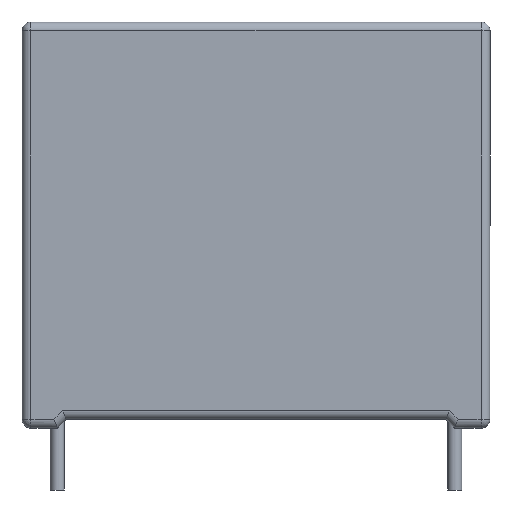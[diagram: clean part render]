
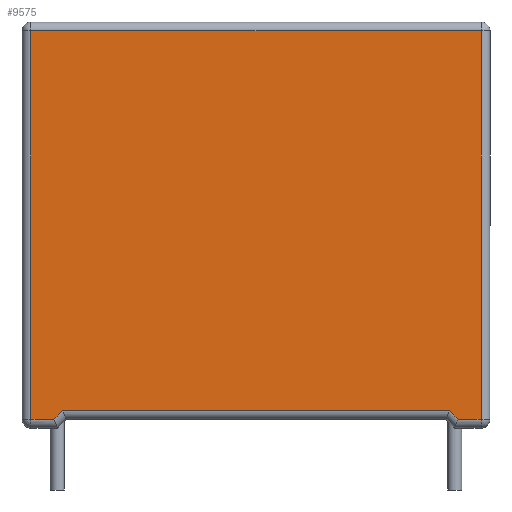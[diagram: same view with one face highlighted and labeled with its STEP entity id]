
A CAD part, front view. The second image highlights one B-rep face of the part: STEP entity #9575.
In plain terms, the highlighted planar face has unit normal (0, -1, 0).
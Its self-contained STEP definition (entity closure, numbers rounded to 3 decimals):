
#246 = VERTEX_POINT ( 'NONE', #1640 ) ;
#475 = ORIENTED_EDGE ( 'NONE', *, *, #3179, .T. ) ;
#820 = LINE ( 'NONE', #7034, #6267 ) ;
#1245 = EDGE_CURVE ( 'NONE', #5372, #7151, #10971, .T. ) ;
#1398 = VERTEX_POINT ( 'NONE', #10430 ) ;
#1559 = VECTOR ( 'NONE', #7830, 1000. ) ;
#1632 = DIRECTION ( 'NONE',  ( 0., 0., 1. ) ) ;
#1640 = CARTESIAN_POINT ( 'NONE',  ( -12.75, 0., 11. ) ) ;
#1791 = LINE ( 'NONE', #7820, #3056 ) ;
#1882 = EDGE_CURVE ( 'NONE', #6901, #5372, #4629, .T. ) ;
#1909 = LINE ( 'NONE', #2880, #12492 ) ;
#1955 = CARTESIAN_POINT ( 'NONE',  ( -0.343, 0., 0.336 ) ) ;
#2501 = CARTESIAN_POINT ( 'NONE',  ( -11.45, 0., -11. ) ) ;
#2562 = VERTEX_POINT ( 'NONE', #10466 ) ;
#2632 = EDGE_CURVE ( 'NONE', #2562, #5982, #5954, .T. ) ;
#2738 = VECTOR ( 'NONE', #5830, 1000. ) ;
#2749 = VERTEX_POINT ( 'NONE', #8253 ) ;
#2880 = CARTESIAN_POINT ( 'NONE',  ( 0., 0., 11. ) ) ;
#3056 = VECTOR ( 'NONE', #12624, 1000. ) ;
#3179 = EDGE_CURVE ( 'NONE', #1398, #2562, #8883, .T. ) ;
#3207 = EDGE_CURVE ( 'NONE', #246, #6901, #1791, .T. ) ;
#3631 = CARTESIAN_POINT ( 'NONE',  ( 0., 0., -11. ) ) ;
#3669 = VECTOR ( 'NONE', #10839, 1000. ) ;
#4437 = FACE_OUTER_BOUND ( 'NONE', #9535, .T. ) ;
#4594 = CARTESIAN_POINT ( 'NONE',  ( 0., 0., -11. ) ) ;
#4629 = LINE ( 'NONE', #3631, #12696 ) ;
#5372 = VERTEX_POINT ( 'NONE', #2501 ) ;
#5450 = ORIENTED_EDGE ( 'NONE', *, *, #3207, .T. ) ;
#5536 = ORIENTED_EDGE ( 'NONE', *, *, #5936, .T. ) ;
#5556 = PLANE ( 'NONE',  #10833 ) ;
#5594 = CARTESIAN_POINT ( 'NONE',  ( -12.75, 0., -11. ) ) ;
#5830 = DIRECTION ( 'NONE',  ( 0.7, 0., 0.714 ) ) ;
#5834 = ORIENTED_EDGE ( 'NONE', *, *, #1245, .T. ) ;
#5903 = DIRECTION ( 'NONE',  ( -1., 0., 0. ) ) ;
#5936 = EDGE_CURVE ( 'NONE', #2749, #1398, #7974, .T. ) ;
#5954 = LINE ( 'NONE', #11102, #3669 ) ;
#5982 = VERTEX_POINT ( 'NONE', #12838 ) ;
#6267 = VECTOR ( 'NONE', #11848, 1000. ) ;
#6810 = ORIENTED_EDGE ( 'NONE', *, *, #9352, .T. ) ;
#6901 = VERTEX_POINT ( 'NONE', #5594 ) ;
#7034 = CARTESIAN_POINT ( 'NONE',  ( 0., 0., -10.5 ) ) ;
#7151 = VERTEX_POINT ( 'NONE', #11758 ) ;
#7648 = DIRECTION ( 'NONE',  ( 1., 0., 0. ) ) ;
#7820 = CARTESIAN_POINT ( 'NONE',  ( -12.75, 0., 0. ) ) ;
#7830 = DIRECTION ( 'NONE',  ( 0.7, 0., -0.714 ) ) ;
#7974 = LINE ( 'NONE', #8513, #1559 ) ;
#8205 = EDGE_CURVE ( 'NONE', #7151, #2749, #820, .T. ) ;
#8253 = CARTESIAN_POINT ( 'NONE',  ( 10.96, 0., -10.5 ) ) ;
#8480 = ORIENTED_EDGE ( 'NONE', *, *, #1882, .T. ) ;
#8513 = CARTESIAN_POINT ( 'NONE',  ( 0.343, 0., 0.336 ) ) ;
#8883 = LINE ( 'NONE', #4594, #8969 ) ;
#8969 = VECTOR ( 'NONE', #12884, 1000. ) ;
#9057 = ORIENTED_EDGE ( 'NONE', *, *, #2632, .T. ) ;
#9352 = EDGE_CURVE ( 'NONE', #5982, #246, #1909, .T. ) ;
#9535 = EDGE_LOOP ( 'NONE', ( #6810, #5450, #8480, #5834, #12212, #5536, #475, #9057 ) ) ;
#9575 = ADVANCED_FACE ( 'NONE', ( #4437 ), #5556, .F. ) ;
#10430 = CARTESIAN_POINT ( 'NONE',  ( 11.45, 0., -11. ) ) ;
#10466 = CARTESIAN_POINT ( 'NONE',  ( 12.75, 0., -11. ) ) ;
#10653 = DIRECTION ( 'NONE',  ( 0., 1., 0. ) ) ;
#10833 = AXIS2_PLACEMENT_3D ( 'NONE', #12599, #10653, #1632 ) ;
#10839 = DIRECTION ( 'NONE',  ( 0., 0., 1. ) ) ;
#10971 = LINE ( 'NONE', #1955, #2738 ) ;
#11102 = CARTESIAN_POINT ( 'NONE',  ( 12.75, 0., 0. ) ) ;
#11758 = CARTESIAN_POINT ( 'NONE',  ( -10.96, 0., -10.5 ) ) ;
#11848 = DIRECTION ( 'NONE',  ( 1., 0., 0. ) ) ;
#12212 = ORIENTED_EDGE ( 'NONE', *, *, #8205, .T. ) ;
#12492 = VECTOR ( 'NONE', #5903, 1000. ) ;
#12599 = CARTESIAN_POINT ( 'NONE',  ( 0., 0., 0. ) ) ;
#12624 = DIRECTION ( 'NONE',  ( 0., 0., -1. ) ) ;
#12696 = VECTOR ( 'NONE', #7648, 1000. ) ;
#12838 = CARTESIAN_POINT ( 'NONE',  ( 12.75, 0., 11. ) ) ;
#12884 = DIRECTION ( 'NONE',  ( 1., 0., 0. ) ) ;
